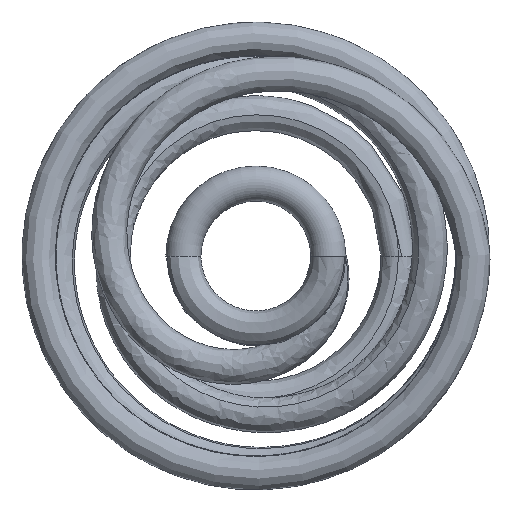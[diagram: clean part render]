
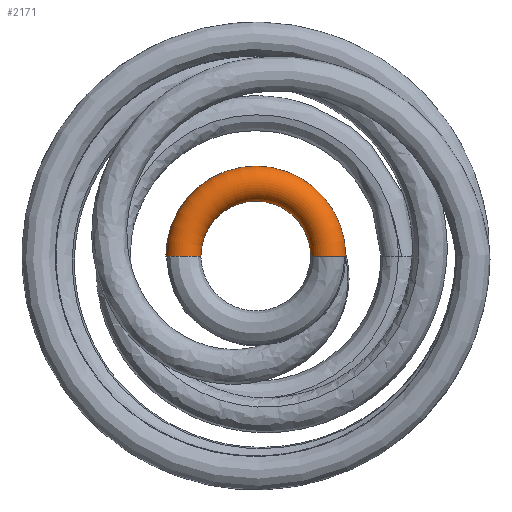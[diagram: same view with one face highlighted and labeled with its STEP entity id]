
A CAD part, front view. The second image highlights one B-rep face of the part: STEP entity #2171.
In plain terms, the highlighted toroidal (fillet/blend) face has major radius 1.65 mm and minor radius 0.4 mm.
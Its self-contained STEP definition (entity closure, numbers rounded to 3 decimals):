
#41 = AXIS2_PLACEMENT_3D ( 'NONE', #1105, #2558, #289 ) ;
#89 = DIRECTION ( 'NONE',  ( -1., 0., 0. ) ) ;
#231 = CARTESIAN_POINT ( 'NONE',  ( 0., 0., 0. ) ) ;
#248 = DIRECTION ( 'NONE',  ( 0., -1., 0. ) ) ;
#252 = EDGE_CURVE ( 'NONE', #367, #979, #562, .T. ) ;
#258 = CARTESIAN_POINT ( 'NONE',  ( 2.049, -0.02, 0. ) ) ;
#289 = DIRECTION ( 'NONE',  ( 1., 0., 0. ) ) ;
#367 = VERTEX_POINT ( 'NONE', #645 ) ;
#450 = EDGE_CURVE ( 'NONE', #1743, #1288, #1463, .T. ) ;
#472 = CARTESIAN_POINT ( 'NONE',  ( 2.033, -0.117, 0. ) ) ;
#510 = DIRECTION ( 'NONE',  ( 0., 0., -1. ) ) ;
#562 = CIRCLE ( 'NONE', #2599, 1.25 ) ;
#628 = CIRCLE ( 'NONE', #1154, 0.4 ) ;
#645 = CARTESIAN_POINT ( 'NONE',  ( 1.25, 0., 0. ) ) ;
#654 = DIRECTION ( 'NONE',  ( 0., 0., -1. ) ) ;
#661 = EDGE_CURVE ( 'NONE', #1743, #2664, #1645, .T. ) ;
#675 = DIRECTION ( 'NONE',  ( 0., 0., -1. ) ) ;
#802 = AXIS2_PLACEMENT_3D ( 'NONE', #1892, #2078, #675 ) ;
#889 = CARTESIAN_POINT ( 'NONE',  ( -2.05, 0., 0. ) ) ;
#950 = EDGE_CURVE ( 'NONE', #1288, #367, #628, .T. ) ;
#979 = VERTEX_POINT ( 'NONE', #1509 ) ;
#1105 = CARTESIAN_POINT ( 'NONE',  ( -1.65, 0., 0. ) ) ;
#1154 = AXIS2_PLACEMENT_3D ( 'NONE', #2147, #510, #89 ) ;
#1254 = CARTESIAN_POINT ( 'NONE',  ( 2.05, 0., 0. ) ) ;
#1281 = CARTESIAN_POINT ( 'NONE',  ( 2.05, 0., 0. ) ) ;
#1288 = VERTEX_POINT ( 'NONE', #2260 ) ;
#1463 = B_SPLINE_CURVE_WITH_KNOTS ( 'NONE', 3,
 ( #1281, #258, #1677, #1481, #1695, #472 ),
 .UNSPECIFIED., .F., .F.,
 ( 4, 2, 4 ),
 ( 0.001, 0.001, 0.001 ),
 .UNSPECIFIED. ) ;
#1481 = CARTESIAN_POINT ( 'NONE',  ( 2.042, -0.078, 0. ) ) ;
#1509 = CARTESIAN_POINT ( 'NONE',  ( -1.25, 0., 0. ) ) ;
#1552 = ORIENTED_EDGE ( 'NONE', *, *, #950, .F. ) ;
#1645 = CIRCLE ( 'NONE', #1755, 2.05 ) ;
#1677 = CARTESIAN_POINT ( 'NONE',  ( 2.048, -0.039, 0. ) ) ;
#1679 = ORIENTED_EDGE ( 'NONE', *, *, #252, .F. ) ;
#1687 = DIRECTION ( 'NONE',  ( 0., 0., -1. ) ) ;
#1695 = CARTESIAN_POINT ( 'NONE',  ( 2.038, -0.098, 0. ) ) ;
#1708 = CIRCLE ( 'NONE', #41, 0.4 ) ;
#1743 = VERTEX_POINT ( 'NONE', #1254 ) ;
#1755 = AXIS2_PLACEMENT_3D ( 'NONE', #2519, #248, #1687 ) ;
#1876 = EDGE_LOOP ( 'NONE', ( #2698, #2368, #1907, #1679, #1552 ) ) ;
#1892 = CARTESIAN_POINT ( 'NONE',  ( 0., 0., 0. ) ) ;
#1907 = ORIENTED_EDGE ( 'NONE', *, *, #2434, .T. ) ;
#2078 = DIRECTION ( 'NONE',  ( 0., -1., 0. ) ) ;
#2147 = CARTESIAN_POINT ( 'NONE',  ( 1.65, 0., 0. ) ) ;
#2171 = ADVANCED_FACE ( 'NONE', ( #2426 ), #2695, .T. ) ;
#2260 = CARTESIAN_POINT ( 'NONE',  ( 2.033, -0.117, 0. ) ) ;
#2289 = DIRECTION ( 'NONE',  ( 0., -1., 0. ) ) ;
#2368 = ORIENTED_EDGE ( 'NONE', *, *, #661, .T. ) ;
#2426 = FACE_OUTER_BOUND ( 'NONE', #1876, .T. ) ;
#2434 = EDGE_CURVE ( 'NONE', #2664, #979, #1708, .T. ) ;
#2519 = CARTESIAN_POINT ( 'NONE',  ( 0., 0., 0. ) ) ;
#2558 = DIRECTION ( 'NONE',  ( 0., 0., 1. ) ) ;
#2599 = AXIS2_PLACEMENT_3D ( 'NONE', #231, #2289, #654 ) ;
#2664 = VERTEX_POINT ( 'NONE', #889 ) ;
#2695 = TOROIDAL_SURFACE ( 'NONE', #802, 1.65, 0.4 ) ;
#2698 = ORIENTED_EDGE ( 'NONE', *, *, #450, .F. ) ;
